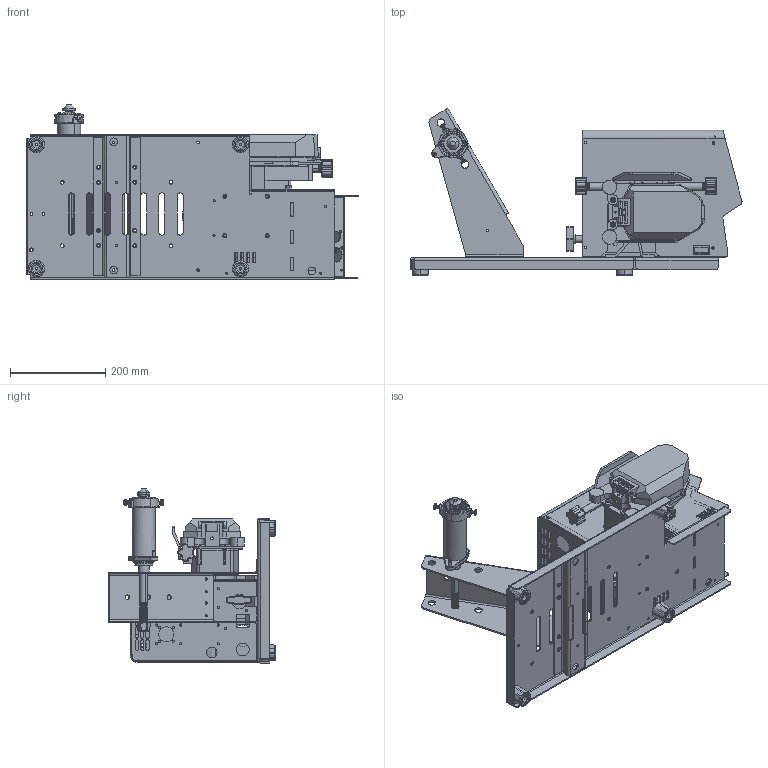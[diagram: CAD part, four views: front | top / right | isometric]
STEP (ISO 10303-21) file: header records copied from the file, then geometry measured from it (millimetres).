
FILE_DESCRIPTION (( 'STEP AP214' ), '1' );
FILE_NAME ('274174 (Single Feeder - Joined Shell).STEP', '2015-10-26T15:56:33', ( 'ITS' ), ( 'ITW Welding Group' ), 'SwSTEP 2.0', 'SolidWorks 2015', '' );
FILE_SCHEMA (( 'AUTOMOTIVE_DESIGN' ));
Length unit declared in the file: inch
Products named in the file (1): 274174 (Single Feeder - Joined Shell)
Bounding box: 697.73 x 351.74 x 366.08 mm (x, y, z)
Volume: 4237739 mm3; surface area: 2036115.1 mm2
Topology: 54 solids, 54 shells, 3656 faces, 9658 edges, 6143 vertices
Faces by surface type: plane 1618, cylinder 1537, torus 195, cone 161, bspline 120, sphere 25
Entity records: 121982 total; most frequent: CARTESIAN_POINT 28785, DIRECTION 19508, ORIENTED_EDGE 19206, EDGE_CURVE 9603, AXIS2_PLACEMENT_3D 7008, VERTEX_POINT 6140, LINE 5492, VECTOR 5492
